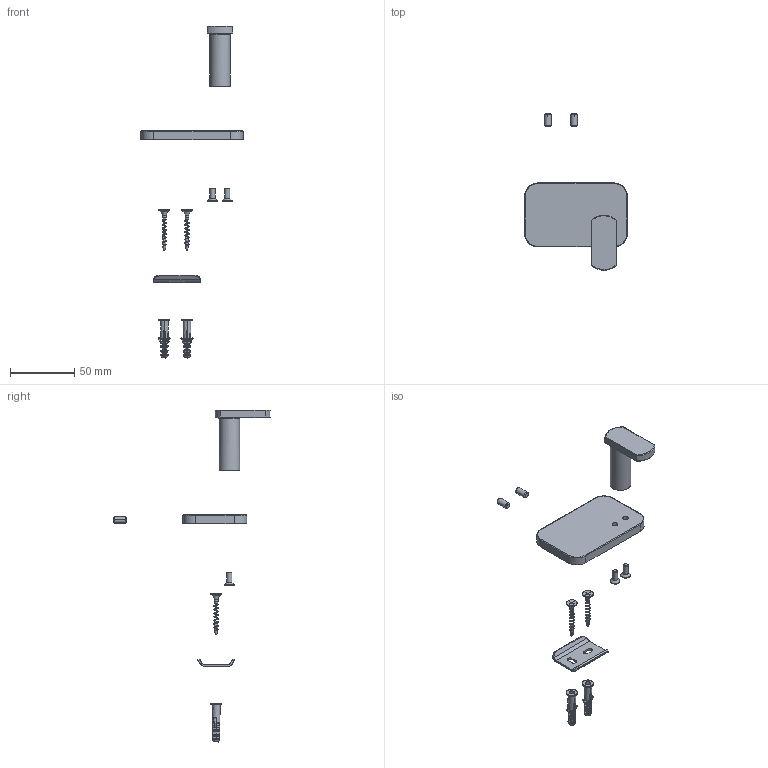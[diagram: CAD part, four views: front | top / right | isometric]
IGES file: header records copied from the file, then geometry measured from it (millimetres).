
Global section: file name: MAK_M.igs; native system: NX V11.0; preprocessor: SIEMENS PLM Software NX 11.0; date: 20220127.160639; units: millimetre
Bounding box: 80 x 122.25 x 259.33 mm (x, y, z)
Surface area: 25350.5 mm2 (no closed solid volume)
Topology: 0 solids, 0 shells, 1105 faces, 6049 edges, 5946 vertices
Faces by surface type: bspline 1105
